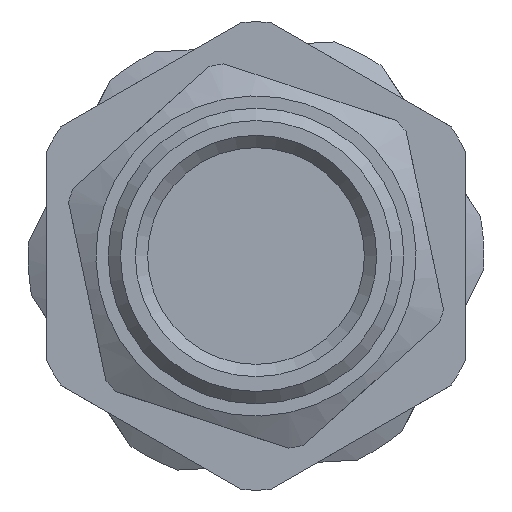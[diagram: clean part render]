
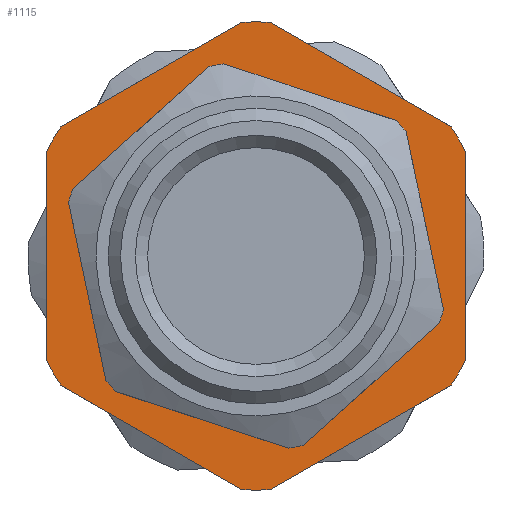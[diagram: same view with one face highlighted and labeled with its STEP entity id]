
A CAD part, left-side view. The second image highlights one B-rep face of the part: STEP entity #1115.
In plain terms, the highlighted planar face has unit normal (-1, 0, 0).
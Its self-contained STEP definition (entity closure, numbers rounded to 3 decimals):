
#77=FACE_BOUND('',#393,.T.);
#118=LINE('',#1842,#181);
#121=LINE('',#1853,#184);
#124=LINE('',#1868,#187);
#127=LINE('',#1879,#190);
#130=LINE('',#1890,#193);
#133=LINE('',#1901,#196);
#181=VECTOR('',#1479,10.);
#184=VECTOR('',#1484,10.);
#187=VECTOR('',#1489,10.);
#190=VECTOR('',#1494,10.);
#193=VECTOR('',#1499,10.);
#196=VECTOR('',#1504,10.);
#324=FACE_OUTER_BOUND('',#392,.T.);
#392=EDGE_LOOP('',(#992,#993,#994,#995,#996,#997,#998,#999,#1000,#1001,
#1002,#1003));
#393=EDGE_LOOP('',(#1004));
#455=CIRCLE('',#1241,9.5);
#456=CIRCLE('',#1243,9.5);
#457=CIRCLE('',#1245,9.5);
#458=CIRCLE('',#1247,9.5);
#459=CIRCLE('',#1249,9.5);
#464=CIRCLE('',#1258,6.8);
#465=CIRCLE('',#1260,9.5);
#537=VERTEX_POINT('',#1838);
#539=VERTEX_POINT('',#1841);
#541=VERTEX_POINT('',#1849);
#543=VERTEX_POINT('',#1852);
#546=VERTEX_POINT('',#1864);
#548=VERTEX_POINT('',#1867);
#550=VERTEX_POINT('',#1875);
#552=VERTEX_POINT('',#1878);
#554=VERTEX_POINT('',#1886);
#556=VERTEX_POINT('',#1889);
#558=VERTEX_POINT('',#1897);
#560=VERTEX_POINT('',#1900);
#566=VERTEX_POINT('',#1939);
#671=EDGE_CURVE('',#539,#537,#118,.T.);
#675=EDGE_CURVE('',#543,#541,#121,.T.);
#680=EDGE_CURVE('',#548,#546,#124,.T.);
#684=EDGE_CURVE('',#552,#550,#127,.T.);
#688=EDGE_CURVE('',#556,#554,#130,.T.);
#692=EDGE_CURVE('',#560,#558,#133,.T.);
#703=EDGE_CURVE('',#539,#558,#455,.T.);
#704=EDGE_CURVE('',#560,#554,#456,.T.);
#705=EDGE_CURVE('',#556,#550,#457,.T.);
#706=EDGE_CURVE('',#552,#546,#458,.T.);
#707=EDGE_CURVE('',#548,#541,#459,.T.);
#714=EDGE_CURVE('',#566,#566,#464,.T.);
#715=EDGE_CURVE('',#543,#537,#465,.T.);
#992=ORIENTED_EDGE('',*,*,#671,.T.);
#993=ORIENTED_EDGE('',*,*,#715,.F.);
#994=ORIENTED_EDGE('',*,*,#675,.T.);
#995=ORIENTED_EDGE('',*,*,#707,.F.);
#996=ORIENTED_EDGE('',*,*,#680,.T.);
#997=ORIENTED_EDGE('',*,*,#706,.F.);
#998=ORIENTED_EDGE('',*,*,#684,.T.);
#999=ORIENTED_EDGE('',*,*,#705,.F.);
#1000=ORIENTED_EDGE('',*,*,#688,.T.);
#1001=ORIENTED_EDGE('',*,*,#704,.F.);
#1002=ORIENTED_EDGE('',*,*,#692,.T.);
#1003=ORIENTED_EDGE('',*,*,#703,.F.);
#1004=ORIENTED_EDGE('',*,*,#714,.T.);
#1058=PLANE('',#1259);
#1115=ADVANCED_FACE('',(#324,#77),#1058,.T.);
#1241=AXIS2_PLACEMENT_3D('',#1918,#1525,#1526);
#1243=AXIS2_PLACEMENT_3D('',#1920,#1529,#1530);
#1245=AXIS2_PLACEMENT_3D('',#1922,#1533,#1534);
#1247=AXIS2_PLACEMENT_3D('',#1924,#1537,#1538);
#1249=AXIS2_PLACEMENT_3D('',#1926,#1541,#1542);
#1258=AXIS2_PLACEMENT_3D('',#1941,#1561,#1562);
#1259=AXIS2_PLACEMENT_3D('',#1942,#1563,#1564);
#1260=AXIS2_PLACEMENT_3D('',#1943,#1565,#1566);
#1479=DIRECTION('',(0.,-0.866,0.5));
#1484=DIRECTION('',(0.,0.,1.));
#1489=DIRECTION('',(0.,0.866,0.5));
#1494=DIRECTION('',(0.,0.866,-0.5));
#1499=DIRECTION('',(0.,0.,-1.));
#1504=DIRECTION('',(0.,-0.866,-0.5));
#1525=DIRECTION('center_axis',(1.,0.,0.));
#1526=DIRECTION('ref_axis',(0.,0.,-1.));
#1529=DIRECTION('center_axis',(1.,0.,0.));
#1530=DIRECTION('ref_axis',(0.,0.,-1.));
#1533=DIRECTION('center_axis',(1.,0.,0.));
#1534=DIRECTION('ref_axis',(0.,0.,-1.));
#1537=DIRECTION('center_axis',(1.,0.,0.));
#1538=DIRECTION('ref_axis',(0.,0.,-1.));
#1541=DIRECTION('center_axis',(1.,0.,0.));
#1542=DIRECTION('ref_axis',(0.,0.,-1.));
#1561=DIRECTION('center_axis',(1.,0.,0.));
#1562=DIRECTION('ref_axis',(0.,0.,-1.));
#1563=DIRECTION('center_axis',(-1.,0.,0.));
#1564=DIRECTION('ref_axis',(0.,0.,1.));
#1565=DIRECTION('center_axis',(1.,0.,0.));
#1566=DIRECTION('ref_axis',(0.,0.,-1.));
#1838=CARTESIAN_POINT('',(-9.379,-6.868,-5.24));
#1841=CARTESIAN_POINT('',(-9.379,0.481,-9.483));
#1842=CARTESIAN_POINT('',(-9.379,-1.756,-8.191));
#1849=CARTESIAN_POINT('',(-9.379,-7.444,4.243));
#1852=CARTESIAN_POINT('',(-9.379,-7.444,-4.243));
#1853=CARTESIAN_POINT('',(-9.379,-7.444,2.454));
#1864=CARTESIAN_POINT('',(-9.379,0.481,9.483));
#1867=CARTESIAN_POINT('',(-9.379,-6.868,5.24));
#1868=CARTESIAN_POINT('',(-9.379,2.494,10.645));
#1875=CARTESIAN_POINT('',(-9.379,8.981,5.24));
#1878=CARTESIAN_POINT('',(-9.379,1.632,9.483));
#1879=CARTESIAN_POINT('',(-9.379,10.994,4.078));
#1886=CARTESIAN_POINT('',(-9.379,9.556,-4.243));
#1889=CARTESIAN_POINT('',(-9.379,9.556,4.243));
#1890=CARTESIAN_POINT('',(-9.379,9.556,-2.454));
#1897=CARTESIAN_POINT('',(-9.379,1.632,-9.483));
#1900=CARTESIAN_POINT('',(-9.379,8.981,-5.24));
#1901=CARTESIAN_POINT('',(-9.379,6.744,-6.531));
#1918=CARTESIAN_POINT('Origin',(-9.379,1.056,0.));
#1920=CARTESIAN_POINT('Origin',(-9.379,1.056,0.));
#1922=CARTESIAN_POINT('Origin',(-9.379,1.056,0.));
#1924=CARTESIAN_POINT('Origin',(-9.379,1.056,0.));
#1926=CARTESIAN_POINT('Origin',(-9.379,1.056,0.));
#1939=CARTESIAN_POINT('',(-9.379,-5.744,0.));
#1941=CARTESIAN_POINT('Origin',(-9.379,1.056,0.));
#1942=CARTESIAN_POINT('Origin',(-9.379,10.556,0.));
#1943=CARTESIAN_POINT('Origin',(-9.379,1.056,0.));
